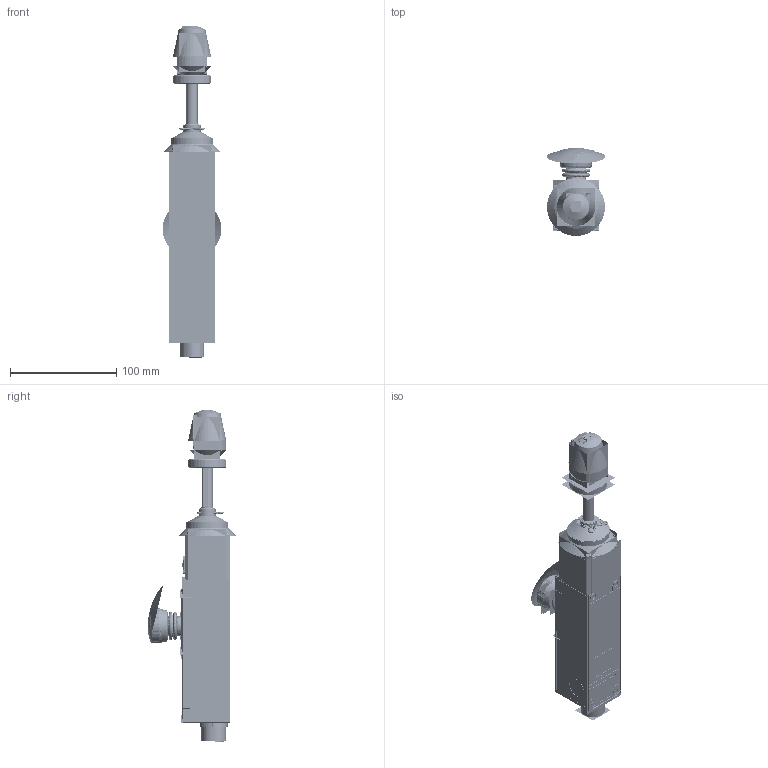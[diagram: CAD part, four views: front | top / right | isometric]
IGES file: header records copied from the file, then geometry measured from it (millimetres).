
Start section:  PTC IGES file: 192601.igs
Global section: file name: 192601.igs; native system: Creo Parametric by Parametric Technology Corporation; preprocessor: 2013230; author: pdmadmin; organization: Unknown; date: 20160202.114601; units: millimetre
Bounding box: 55.27 x 83.02 x 312.51 mm (x, y, z)
Volume: 387223.4 mm3; surface area: 1346778 mm2
Topology: 5 solids, 5 shells, 6866 faces, 46268 edges, 65565 vertices
Faces by surface type: bspline 3848, revolution 3010, extrusion 8
